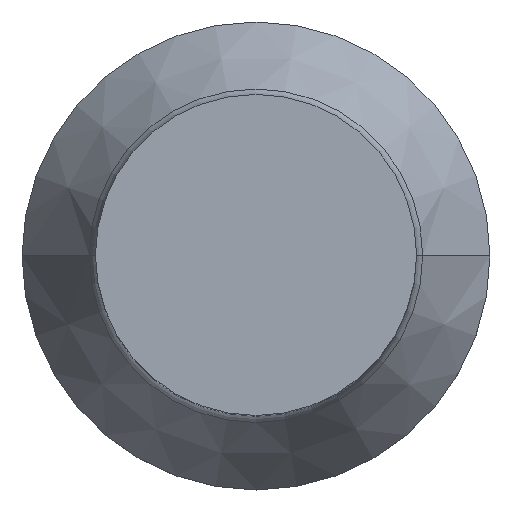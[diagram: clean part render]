
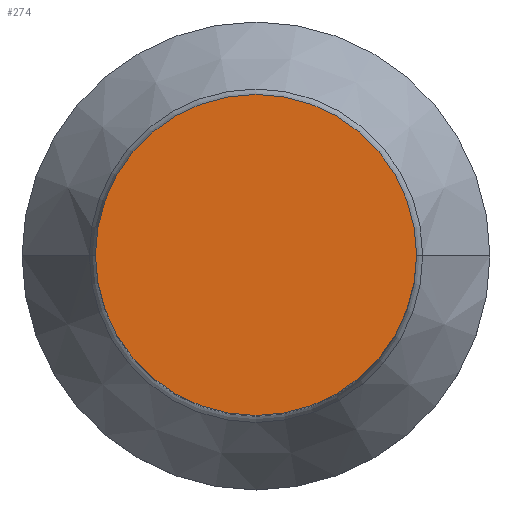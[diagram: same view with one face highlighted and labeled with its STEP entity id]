
A CAD part, top view. The second image highlights one B-rep face of the part: STEP entity #274.
In plain terms, the highlighted planar face has unit normal (0, 0, 1).
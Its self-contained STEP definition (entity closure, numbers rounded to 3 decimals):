
#274=ADVANCED_FACE('',(#302),#300,.T.);
#300=PLANE('',#695);
#302=FACE_OUTER_BOUND('',#327,.T.);
#327=EDGE_LOOP('',(#354,#355));
#354=ORIENTED_EDGE('',*,*,#541,.F.);
#355=ORIENTED_EDGE('',*,*,#542,.F.);
#494=VERTEX_POINT('',#901);
#495=VERTEX_POINT('',#902);
#541=EDGE_CURVE('',#494,#495,#611,.T.);
#542=EDGE_CURVE('',#495,#494,#612,.T.);
#611=CIRCLE('',#693,1.75);
#612=CIRCLE('',#694,1.75);
#693=AXIS2_PLACEMENT_3D('',#900,#758,#759);
#694=AXIS2_PLACEMENT_3D('',#903,#760,#761);
#695=AXIS2_PLACEMENT_3D('',#904,#762,#763);
#758=DIRECTION('',(0.,0.,-1.));
#759=DIRECTION('',(-1.,0.,0.));
#760=DIRECTION('',(0.,0.,-1.));
#761=DIRECTION('',(1.,0.,0.));
#762=DIRECTION('',(0.,0.,1.));
#763=DIRECTION('',(1.,0.,0.));
#900=CARTESIAN_POINT('',(0.,0.,7.2));
#901=CARTESIAN_POINT('',(-1.75,0.,7.2));
#902=CARTESIAN_POINT('',(1.75,0.,7.2));
#903=CARTESIAN_POINT('',(0.,0.,7.2));
#904=CARTESIAN_POINT('',(0.,0.,7.2));
